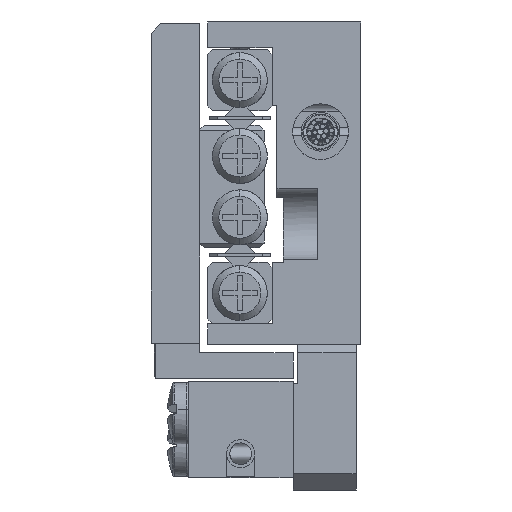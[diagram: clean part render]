
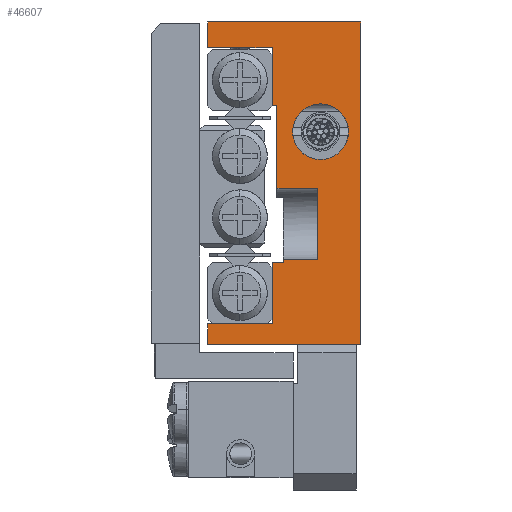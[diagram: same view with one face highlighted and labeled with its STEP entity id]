
A CAD part, left-side view. The second image highlights one B-rep face of the part: STEP entity #46607.
In plain terms, the highlighted planar face has unit normal (-1, 0, 0).
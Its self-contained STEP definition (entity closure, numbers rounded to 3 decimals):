
#539 = CARTESIAN_POINT ( 'NONE',  ( -20., 9.5, -10. ) ) ;
#1277 = FACE_BOUND ( 'NONE', #39000, .T. ) ;
#2009 = CARTESIAN_POINT ( 'NONE',  ( -20., 5.5, -10. ) ) ;
#2740 = VERTEX_POINT ( 'NONE', #13438 ) ;
#2801 = CARTESIAN_POINT ( 'NONE',  ( -20., 2.692, -10. ) ) ;
#2895 = ORIENTED_EDGE ( 'NONE', *, *, #15829, .F. ) ;
#3277 = DIRECTION ( 'NONE',  ( 0., 0., -1. ) ) ;
#3920 = VERTEX_POINT ( 'NONE', #13563 ) ;
#4289 = VECTOR ( 'NONE', #12102, 1000. ) ;
#4888 = CARTESIAN_POINT ( 'NONE',  ( -20., 5.2, 4.8 ) ) ;
#5049 = LINE ( 'NONE', #42534, #19964 ) ;
#5083 = VECTOR ( 'NONE', #32458, 1000. ) ;
#5615 = DIRECTION ( 'NONE',  ( 0., 1., 0. ) ) ;
#5953 = VECTOR ( 'NONE', #29670, 1000. ) ;
#5980 = DIRECTION ( 'NONE',  ( 0., 0., 1. ) ) ;
#6061 = ORIENTED_EDGE ( 'NONE', *, *, #33162, .T. ) ;
#6129 = CARTESIAN_POINT ( 'NONE',  ( -20., 5.2, -0.3 ) ) ;
#7210 = VERTEX_POINT ( 'NONE', #42352 ) ;
#7382 = CARTESIAN_POINT ( 'NONE',  ( -20., -2.141, -4.7 ) ) ;
#8041 = VERTEX_POINT ( 'NONE', #41284 ) ;
#8255 = VERTEX_POINT ( 'NONE', #29984 ) ;
#8275 = EDGE_CURVE ( 'NONE', #2740, #20891, #35458, .T. ) ;
#8435 = LINE ( 'NONE', #23833, #4289 ) ;
#8838 = AXIS2_PLACEMENT_3D ( 'NONE', #18967, #40566, #18738 ) ;
#8933 = VERTEX_POINT ( 'NONE', #15001 ) ;
#8992 = VECTOR ( 'NONE', #34202, 1000. ) ;
#9133 = LINE ( 'NONE', #2009, #46658 ) ;
#9364 = LINE ( 'NONE', #35582, #10453 ) ;
#9910 = CARTESIAN_POINT ( 'NONE',  ( -20., 0., -10. ) ) ;
#9987 = ORIENTED_EDGE ( 'NONE', *, *, #21961, .F. ) ;
#10013 = LINE ( 'NONE', #20531, #31223 ) ;
#10453 = VECTOR ( 'NONE', #42932, 1000. ) ;
#10579 = AXIS2_PLACEMENT_3D ( 'NONE', #41168, #33811, #40693 ) ;
#10610 = ORIENTED_EDGE ( 'NONE', *, *, #47873, .T. ) ;
#10671 = CARTESIAN_POINT ( 'NONE',  ( -20., 5.5, -4.9 ) ) ;
#10885 = LINE ( 'NONE', #21895, #30875 ) ;
#11131 = LINE ( 'NONE', #10671, #12275 ) ;
#11474 = VERTEX_POINT ( 'NONE', #24020 ) ;
#11869 = VERTEX_POINT ( 'NONE', #17080 ) ;
#11964 = VERTEX_POINT ( 'NONE', #17568 ) ;
#12102 = DIRECTION ( 'NONE',  ( 0., -1., 0. ) ) ;
#12275 = VECTOR ( 'NONE', #25594, 1000. ) ;
#12638 = DIRECTION ( 'NONE',  ( 0., -1., 0. ) ) ;
#12916 = VERTEX_POINT ( 'NONE', #6129 ) ;
#13088 = VERTEX_POINT ( 'NONE', #14447 ) ;
#13102 = VECTOR ( 'NONE', #40162, 1000. ) ;
#13438 = CARTESIAN_POINT ( 'NONE',  ( -20., 2.5, 4.927 ) ) ;
#13563 = CARTESIAN_POINT ( 'NONE',  ( -20., 9.5, 10. ) ) ;
#13835 = ORIENTED_EDGE ( 'NONE', *, *, #20686, .T. ) ;
#14286 = EDGE_CURVE ( 'NONE', #28028, #11474, #11131, .T. ) ;
#14447 = CARTESIAN_POINT ( 'NONE',  ( -20., 0., -10. ) ) ;
#14468 = FACE_OUTER_BOUND ( 'NONE', #33103, .T. ) ;
#14833 = ORIENTED_EDGE ( 'NONE', *, *, #17897, .F. ) ;
#15001 = CARTESIAN_POINT ( 'NONE',  ( -20., 5.2, 4.8 ) ) ;
#15116 = CARTESIAN_POINT ( 'NONE',  ( -20., 2.692, -0.3 ) ) ;
#15829 = EDGE_CURVE ( 'NONE', #8933, #28085, #25189, .T. ) ;
#16087 = VECTOR ( 'NONE', #19852, 1000. ) ;
#16411 = DIRECTION ( 'NONE',  ( -1., 0., 0. ) ) ;
#16748 = ORIENTED_EDGE ( 'NONE', *, *, #28125, .T. ) ;
#17016 = CARTESIAN_POINT ( 'NONE',  ( -20., 2.5, 1.473 ) ) ;
#17080 = CARTESIAN_POINT ( 'NONE',  ( -20., 4.8, -4.7 ) ) ;
#17429 = DIRECTION ( 'NONE',  ( 0., 0., 1. ) ) ;
#17568 = CARTESIAN_POINT ( 'NONE',  ( -20., 9.5, 8.4 ) ) ;
#17741 = LINE ( 'NONE', #9910, #31932 ) ;
#17891 = DIRECTION ( 'NONE',  ( 0., -1., 0. ) ) ;
#17897 = EDGE_CURVE ( 'NONE', #28085, #42108, #9133, .T. ) ;
#18678 = ORIENTED_EDGE ( 'NONE', *, *, #35309, .F. ) ;
#18738 = DIRECTION ( 'NONE',  ( 0., 0., 1. ) ) ;
#18967 = CARTESIAN_POINT ( 'NONE',  ( -20., 2.5, 3.2 ) ) ;
#19271 = EDGE_CURVE ( 'NONE', #8255, #28028, #9364, .T. ) ;
#19336 = ORIENTED_EDGE ( 'NONE', *, *, #36374, .T. ) ;
#19852 = DIRECTION ( 'NONE',  ( 0., 0., 1. ) ) ;
#19922 = ORIENTED_EDGE ( 'NONE', *, *, #48373, .T. ) ;
#19964 = VECTOR ( 'NONE', #12638, 1000. ) ;
#20531 = CARTESIAN_POINT ( 'NONE',  ( -20., 5.5, -8.7 ) ) ;
#20541 = CIRCLE ( 'NONE', #47946, 1.727 ) ;
#20686 = EDGE_CURVE ( 'NONE', #11869, #11474, #42035, .T. ) ;
#20891 = VERTEX_POINT ( 'NONE', #17016 ) ;
#21174 = CARTESIAN_POINT ( 'NONE',  ( -20., 9.5, -10. ) ) ;
#21538 = ORIENTED_EDGE ( 'NONE', *, *, #22144, .F. ) ;
#21566 = ORIENTED_EDGE ( 'NONE', *, *, #40070, .F. ) ;
#21895 = CARTESIAN_POINT ( 'NONE',  ( -20., 9.5, 10. ) ) ;
#21961 = EDGE_CURVE ( 'NONE', #12916, #8933, #22540, .T. ) ;
#22144 = EDGE_CURVE ( 'NONE', #20891, #2740, #20541, .T. ) ;
#22540 = LINE ( 'NONE', #4888, #16087 ) ;
#23697 = VERTEX_POINT ( 'NONE', #32139 ) ;
#23795 = EDGE_CURVE ( 'NONE', #7210, #11869, #47829, .T. ) ;
#23833 = CARTESIAN_POINT ( 'NONE',  ( -20., 5.5, 10. ) ) ;
#24020 = CARTESIAN_POINT ( 'NONE',  ( -20., 4.8, -4.9 ) ) ;
#25189 = LINE ( 'NONE', #36249, #13102 ) ;
#25555 = ORIENTED_EDGE ( 'NONE', *, *, #8275, .F. ) ;
#25594 = DIRECTION ( 'NONE',  ( 0., -1., 0. ) ) ;
#26181 = CARTESIAN_POINT ( 'NONE',  ( -20., 5.5, 8.4 ) ) ;
#26595 = VERTEX_POINT ( 'NONE', #15116 ) ;
#26669 = CARTESIAN_POINT ( 'NONE',  ( -20., 5.5, -4.9 ) ) ;
#26696 = CARTESIAN_POINT ( 'NONE',  ( -20., -2.141, -0.3 ) ) ;
#26813 = CARTESIAN_POINT ( 'NONE',  ( -20., 4.8, -10. ) ) ;
#27198 = VERTEX_POINT ( 'NONE', #539 ) ;
#28028 = VERTEX_POINT ( 'NONE', #26669 ) ;
#28085 = VERTEX_POINT ( 'NONE', #47245 ) ;
#28125 = EDGE_CURVE ( 'NONE', #8255, #23697, #10013, .T. ) ;
#28991 = ORIENTED_EDGE ( 'NONE', *, *, #14286, .F. ) ;
#29670 = DIRECTION ( 'NONE',  ( 0., 1., 0. ) ) ;
#29984 = CARTESIAN_POINT ( 'NONE',  ( -20., 5.5, -8.7 ) ) ;
#30778 = EDGE_CURVE ( 'NONE', #13088, #8041, #17741, .T. ) ;
#30875 = VECTOR ( 'NONE', #44462, 1000. ) ;
#31080 = ORIENTED_EDGE ( 'NONE', *, *, #19271, .F. ) ;
#31127 = CARTESIAN_POINT ( 'NONE',  ( -20., 5.5, 8.4 ) ) ;
#31223 = VECTOR ( 'NONE', #35265, 1000. ) ;
#31932 = VECTOR ( 'NONE', #5980, 1000. ) ;
#32139 = CARTESIAN_POINT ( 'NONE',  ( -20., 9.5, -8.7 ) ) ;
#32458 = DIRECTION ( 'NONE',  ( 0., 0., -1. ) ) ;
#33103 = EDGE_LOOP ( 'NONE', ( #37696, #35241, #13835, #28991, #31080, #16748, #19922, #10610, #46511, #18678, #6061, #19336, #14833, #2895, #9987, #21566 ) ) ;
#33162 = EDGE_CURVE ( 'NONE', #3920, #11964, #10885, .T. ) ;
#33811 = DIRECTION ( 'NONE',  ( 1., 0., 0. ) ) ;
#34202 = DIRECTION ( 'NONE',  ( 0., 0., -1. ) ) ;
#35241 = ORIENTED_EDGE ( 'NONE', *, *, #23795, .T. ) ;
#35265 = DIRECTION ( 'NONE',  ( 0., 1., 0. ) ) ;
#35309 = EDGE_CURVE ( 'NONE', #3920, #8041, #8435, .T. ) ;
#35458 = CIRCLE ( 'NONE', #8838, 1.727 ) ;
#35582 = CARTESIAN_POINT ( 'NONE',  ( -20., 5.5, -10. ) ) ;
#35774 = CARTESIAN_POINT ( 'NONE',  ( -20., 2.5, 3.2 ) ) ;
#36249 = CARTESIAN_POINT ( 'NONE',  ( -20., 5.5, 4.8 ) ) ;
#36374 = EDGE_CURVE ( 'NONE', #11964, #42108, #36773, .T. ) ;
#36773 = LINE ( 'NONE', #26181, #41106 ) ;
#37696 = ORIENTED_EDGE ( 'NONE', *, *, #38930, .T. ) ;
#37792 = VECTOR ( 'NONE', #3277, 1000. ) ;
#38930 = EDGE_CURVE ( 'NONE', #26595, #7210, #47878, .T. ) ;
#39000 = EDGE_LOOP ( 'NONE', ( #25555, #21538 ) ) ;
#39298 = VECTOR ( 'NONE', #5615, 1000. ) ;
#40070 = EDGE_CURVE ( 'NONE', #26595, #12916, #46310, .T. ) ;
#40162 = DIRECTION ( 'NONE',  ( 0., 1., 0. ) ) ;
#40566 = DIRECTION ( 'NONE',  ( -1., 0., 0. ) ) ;
#40693 = DIRECTION ( 'NONE',  ( 0., 0., -1. ) ) ;
#41106 = VECTOR ( 'NONE', #17891, 1000. ) ;
#41168 = CARTESIAN_POINT ( 'NONE',  ( -20., 5.5, -10. ) ) ;
#41284 = CARTESIAN_POINT ( 'NONE',  ( -20., 0., 10. ) ) ;
#42035 = LINE ( 'NONE', #26813, #8992 ) ;
#42108 = VERTEX_POINT ( 'NONE', #31127 ) ;
#42352 = CARTESIAN_POINT ( 'NONE',  ( -20., 2.692, -4.7 ) ) ;
#42534 = CARTESIAN_POINT ( 'NONE',  ( -20., 5.5, -10. ) ) ;
#42784 = LINE ( 'NONE', #21174, #5083 ) ;
#42932 = DIRECTION ( 'NONE',  ( 0., 0., 1. ) ) ;
#43112 = DIRECTION ( 'NONE',  ( 0., 0., 1. ) ) ;
#44374 = PLANE ( 'NONE',  #10579 ) ;
#44462 = DIRECTION ( 'NONE',  ( 0., 0., -1. ) ) ;
#46310 = LINE ( 'NONE', #26696, #39298 ) ;
#46511 = ORIENTED_EDGE ( 'NONE', *, *, #30778, .T. ) ;
#46607 = ADVANCED_FACE ( 'NONE', ( #1277, #14468 ), #44374, .F. ) ;
#46658 = VECTOR ( 'NONE', #17429, 1000. ) ;
#47245 = CARTESIAN_POINT ( 'NONE',  ( -20., 5.5, 4.8 ) ) ;
#47829 = LINE ( 'NONE', #7382, #5953 ) ;
#47873 = EDGE_CURVE ( 'NONE', #27198, #13088, #5049, .T. ) ;
#47878 = LINE ( 'NONE', #2801, #37792 ) ;
#47946 = AXIS2_PLACEMENT_3D ( 'NONE', #35774, #16411, #43112 ) ;
#48373 = EDGE_CURVE ( 'NONE', #23697, #27198, #42784, .T. ) ;
